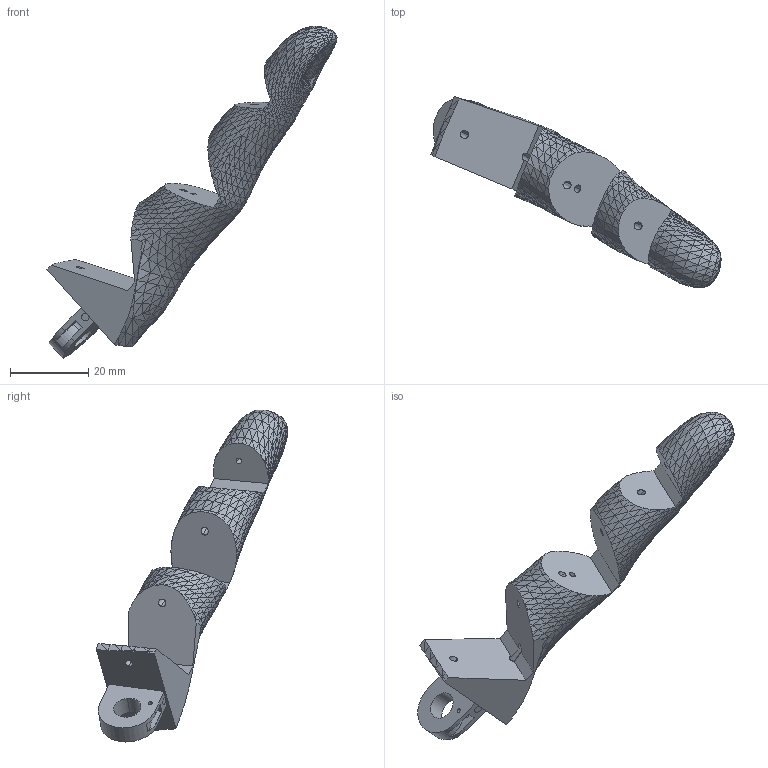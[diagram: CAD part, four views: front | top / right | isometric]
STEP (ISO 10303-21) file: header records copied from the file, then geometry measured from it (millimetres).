
FILE_DESCRIPTION((''),'2;1');
FILE_NAME('OBMP-FDH-1756','2023-10-12T13:28:58',('ccha425'),('Department of Mechanical Engineering, The University of Auckland'),'CREO PARAMETRIC BY PTC INC, 2017260','CREO PARAMETRIC BY PTC INC, 2017260','');
FILE_SCHEMA(('CONFIG_CONTROL_DESIGN'));
Length unit declared in the file: millimetre
Products named in the file (1): OBMP-FDH-1756
Bounding box: 74.32 x 49.05 x 85.05 mm (x, y, z)
Volume: 18100.5 mm3; surface area: 7270.2 mm2
Topology: 1 solids, 1 shells, 1903 faces, 3180 edges, 1251 vertices
Faces by surface type: plane 1860, bspline 28, cylinder 15
Entity records: 41540 total; most frequent: CARTESIAN_POINT 8205, DIRECTION 6851, ORIENTED_EDGE 6302, EDGE_CURVE 3151, VECTOR 3043, LINE 3043, EDGE_LOOP 1918, AXIS2_PLACEMENT_3D 1904
